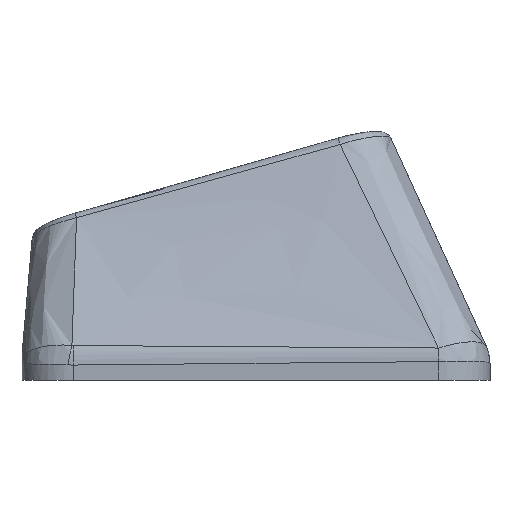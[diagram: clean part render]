
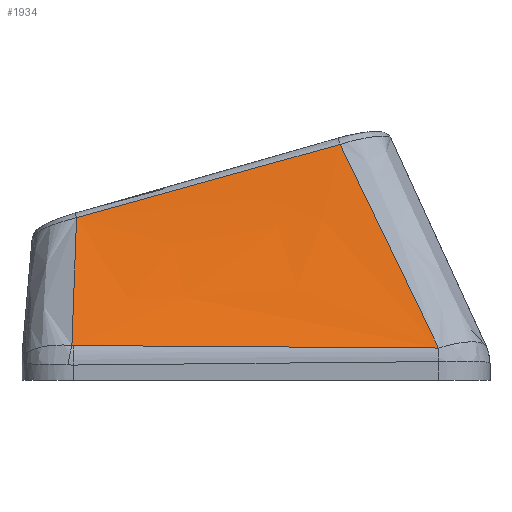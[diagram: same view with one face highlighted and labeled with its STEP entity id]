
A CAD part, left-side view. The second image highlights one B-rep face of the part: STEP entity #1934.
In plain terms, the highlighted free-form (B-spline) face has degree [3, 3] with [4, 4] control points.
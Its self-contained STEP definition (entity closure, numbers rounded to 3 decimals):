
#52=B_SPLINE_SURFACE_WITH_KNOTS('',3,3,((#4723,#4724,#4725,#4726),(#4727,
#4728,#4729,#4730),(#4731,#4732,#4733,#4734),(#4735,#4736,#4737,#4738)),
 .UNSPECIFIED.,.F.,.F.,.F.,(4,4),(4,4),(0.104,0.893),
(0.036,0.97),.UNSPECIFIED.);
#224=FACE_OUTER_BOUND('',#328,.T.);
#328=EDGE_LOOP('',(#1693,#1694,#1695,#1696,#1697,#1698));
#509=B_SPLINE_CURVE_WITH_KNOTS('',3,(#4243,#4244,#4245,#4246),
 .UNSPECIFIED.,.F.,.F.,(4,4),(0.,0.),.UNSPECIFIED.);
#511=B_SPLINE_CURVE_WITH_KNOTS('',3,(#4270,#4271,#4272,#4273),
 .UNSPECIFIED.,.F.,.F.,(4,4),(0.,1.416),.UNSPECIFIED.);
#513=B_SPLINE_CURVE_WITH_KNOTS('',3,(#4297,#4298,#4299,#4300),
 .UNSPECIFIED.,.F.,.F.,(4,4),(0.,0.005),
 .UNSPECIFIED.);
#535=B_SPLINE_CURVE_WITH_KNOTS('',3,(#4713,#4714,#4715,#4716),
 .UNSPECIFIED.,.F.,.F.,(4,4),(-0.605,-0.029),
 .UNSPECIFIED.);
#537=B_SPLINE_CURVE_WITH_KNOTS('',3,(#4740,#4741,#4742,#4743),
 .UNSPECIFIED.,.F.,.F.,(4,4),(0.035,0.961),
 .UNSPECIFIED.);
#538=B_SPLINE_CURVE_WITH_KNOTS('',3,(#4744,#4745,#4746,#4747),
 .UNSPECIFIED.,.F.,.F.,(4,4),(-1.061,0.),.UNSPECIFIED.);
#863=VERTEX_POINT('',#4202);
#867=VERTEX_POINT('',#4236);
#869=VERTEX_POINT('',#4263);
#871=VERTEX_POINT('',#4290);
#898=VERTEX_POINT('',#4712);
#899=VERTEX_POINT('',#4739);
#1137=EDGE_CURVE('',#863,#867,#509,.T.);
#1140=EDGE_CURVE('',#867,#869,#511,.T.);
#1143=EDGE_CURVE('',#869,#871,#513,.T.);
#1184=EDGE_CURVE('',#871,#898,#535,.T.);
#1186=EDGE_CURVE('',#899,#863,#537,.T.);
#1187=EDGE_CURVE('',#898,#899,#538,.T.);
#1693=ORIENTED_EDGE('',*,*,#1143,.F.);
#1694=ORIENTED_EDGE('',*,*,#1140,.F.);
#1695=ORIENTED_EDGE('',*,*,#1137,.F.);
#1696=ORIENTED_EDGE('',*,*,#1186,.F.);
#1697=ORIENTED_EDGE('',*,*,#1187,.F.);
#1698=ORIENTED_EDGE('',*,*,#1184,.F.);
#1934=ADVANCED_FACE('',(#224),#52,.T.);
#4202=CARTESIAN_POINT('',(-11.366,-7.081,0.254));
#4236=CARTESIAN_POINT('',(-11.366,-7.077,0.254));
#4243=CARTESIAN_POINT('Ctrl Pts',(-11.366,-7.081,0.254));
#4244=CARTESIAN_POINT('Ctrl Pts',(-11.366,-7.08,0.254));
#4245=CARTESIAN_POINT('Ctrl Pts',(-11.366,-7.079,0.254));
#4246=CARTESIAN_POINT('Ctrl Pts',(-11.366,-7.077,0.254));
#4263=CARTESIAN_POINT('',(-11.256,7.091,0.351));
#4270=CARTESIAN_POINT('Ctrl Pts',(-11.366,-7.077,0.254));
#4271=CARTESIAN_POINT('Ctrl Pts',(-11.346,-2.356,0.278));
#4272=CARTESIAN_POINT('Ctrl Pts',(-11.319,2.366,0.309));
#4273=CARTESIAN_POINT('Ctrl Pts',(-11.256,7.091,0.351));
#4290=CARTESIAN_POINT('',(-11.253,7.145,0.356));
#4297=CARTESIAN_POINT('Ctrl Pts',(-11.256,7.091,0.351));
#4298=CARTESIAN_POINT('Ctrl Pts',(-11.256,7.109,0.351));
#4299=CARTESIAN_POINT('Ctrl Pts',(-11.255,7.127,0.353));
#4300=CARTESIAN_POINT('Ctrl Pts',(-11.253,7.145,0.356));
#4712=CARTESIAN_POINT('',(-8.383,6.962,5.31));
#4713=CARTESIAN_POINT('Ctrl Pts',(-11.253,7.145,0.356));
#4714=CARTESIAN_POINT('Ctrl Pts',(-10.287,7.067,2.004));
#4715=CARTESIAN_POINT('Ctrl Pts',(-9.331,7.003,3.655));
#4716=CARTESIAN_POINT('Ctrl Pts',(-8.383,6.962,5.31));
#4723=CARTESIAN_POINT('Ctrl Pts',(-8.354,-3.678,8.269));
#4724=CARTESIAN_POINT('Ctrl Pts',(-9.358,-4.813,5.597));
#4725=CARTESIAN_POINT('Ctrl Pts',(-10.362,-5.947,2.926));
#4726=CARTESIAN_POINT('Ctrl Pts',(-11.366,-7.081,0.254));
#4727=CARTESIAN_POINT('Ctrl Pts',(-8.354,-0.058,
7.28));
#4728=CARTESIAN_POINT('Ctrl Pts',(-9.358,-0.819,
4.928));
#4729=CARTESIAN_POINT('Ctrl Pts',(-10.362,-1.579,2.576));
#4730=CARTESIAN_POINT('Ctrl Pts',(-11.366,-2.34,0.224));
#4731=CARTESIAN_POINT('Ctrl Pts',(-8.354,3.562,6.29));
#4732=CARTESIAN_POINT('Ctrl Pts',(-9.358,3.175,4.258));
#4733=CARTESIAN_POINT('Ctrl Pts',(-10.362,2.788,2.226));
#4734=CARTESIAN_POINT('Ctrl Pts',(-11.366,2.402,0.193));
#4735=CARTESIAN_POINT('Ctrl Pts',(-8.354,7.183,5.301));
#4736=CARTESIAN_POINT('Ctrl Pts',(-9.358,7.169,3.588));
#4737=CARTESIAN_POINT('Ctrl Pts',(-10.362,7.156,1.875));
#4738=CARTESIAN_POINT('Ctrl Pts',(-11.366,7.143,0.163));
#4739=CARTESIAN_POINT('',(-8.354,-3.263,8.156));
#4740=CARTESIAN_POINT('Ctrl Pts',(-8.354,-3.263,8.156));
#4741=CARTESIAN_POINT('Ctrl Pts',(-9.373,-4.546,5.53));
#4742=CARTESIAN_POINT('Ctrl Pts',(-10.373,-5.817,2.895));
#4743=CARTESIAN_POINT('Ctrl Pts',(-11.366,-7.081,0.254));
#4744=CARTESIAN_POINT('Ctrl Pts',(-8.383,6.962,5.31));
#4745=CARTESIAN_POINT('Ctrl Pts',(-8.374,3.551,6.247));
#4746=CARTESIAN_POINT('Ctrl Pts',(-8.362,0.143,7.199));
#4747=CARTESIAN_POINT('Ctrl Pts',(-8.354,-3.263,8.156));
